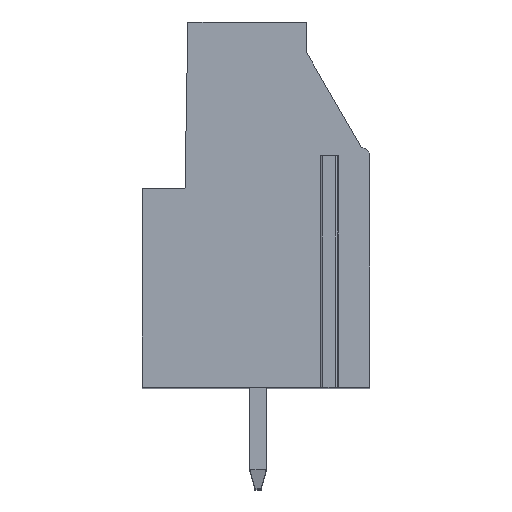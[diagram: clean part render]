
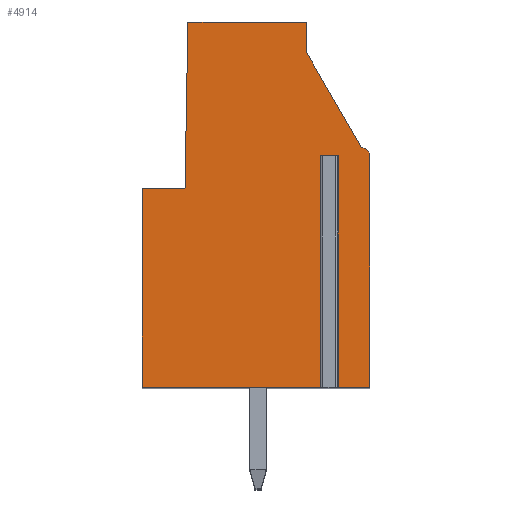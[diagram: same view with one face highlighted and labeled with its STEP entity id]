
A CAD part, top view. The second image highlights one B-rep face of the part: STEP entity #4914.
In plain terms, the highlighted planar face has unit normal (0, 0, 1).
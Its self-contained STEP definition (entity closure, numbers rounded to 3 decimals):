
#568=DIRECTION('',(1.,0.,0.));
#569=VECTOR('',#568,0.5);
#570=CARTESIAN_POINT('',(3.347,2.4,2.5));
#571=LINE('',#570,#569);
#572=DIRECTION('',(0.,1.,0.));
#573=VECTOR('',#572,11.4);
#574=CARTESIAN_POINT('',(3.347,-9.,2.5));
#575=LINE('',#574,#573);
#576=DIRECTION('',(1.,0.,0.));
#577=VECTOR('',#576,8.95);
#578=CARTESIAN_POINT('',(-5.603,-9.,2.5));
#579=LINE('',#578,#577);
#580=DIRECTION('',(0.,-1.,0.));
#581=VECTOR('',#580,9.8);
#582=CARTESIAN_POINT('',(-5.603,0.8,2.5));
#583=LINE('',#582,#581);
#584=DIRECTION('',(-1.,0.,0.));
#585=VECTOR('',#584,2.1);
#586=CARTESIAN_POINT('',(-3.503,0.8,2.5));
#587=LINE('',#586,#585);
#588=DIRECTION('',(-0.017,-1.,0.));
#589=VECTOR('',#588,8.201);
#590=CARTESIAN_POINT('',(-3.36,9.,2.5));
#591=LINE('',#590,#589);
#592=DIRECTION('',(-1.,0.,0.));
#593=VECTOR('',#592,5.86);
#594=CARTESIAN_POINT('',(2.5,9.,2.5));
#595=LINE('',#594,#593);
#596=DIRECTION('',(0.,1.,0.));
#597=VECTOR('',#596,1.523);
#598=CARTESIAN_POINT('',(2.5,7.477,2.5));
#599=LINE('',#598,#597);
#600=DIRECTION('',(-0.5,0.866,0.));
#601=VECTOR('',#600,5.394);
#602=CARTESIAN_POINT('',(5.197,2.805,2.5));
#603=LINE('',#602,#601);
#604=CARTESIAN_POINT('',(5.197,2.405,2.5));
#605=DIRECTION('',(0.,0.,1.));
#606=DIRECTION('',(1.,0.,0.));
#607=AXIS2_PLACEMENT_3D('',#604,#605,#606);
#609=DIRECTION('',(0.,1.,0.));
#610=VECTOR('',#609,11.405);
#611=CARTESIAN_POINT('',(5.597,-9.,2.5));
#612=LINE('',#611,#610);
#613=DIRECTION('',(1.,0.,0.));
#614=VECTOR('',#613,1.75);
#615=CARTESIAN_POINT('',(3.847,-9.,2.5));
#616=LINE('',#615,#614);
#617=DIRECTION('',(0.,1.,0.));
#618=VECTOR('',#617,11.4);
#619=CARTESIAN_POINT('',(3.847,-9.,2.5));
#620=LINE('',#619,#618);
#3493=CARTESIAN_POINT('',(5.597,-9.,2.5));
#3494=CARTESIAN_POINT('',(5.597,2.405,2.5));
#3495=VERTEX_POINT('',#3493);
#3496=VERTEX_POINT('',#3494);
#3497=CARTESIAN_POINT('',(5.197,2.805,2.5));
#3498=VERTEX_POINT('',#3497);
#3499=CARTESIAN_POINT('',(2.5,7.477,2.5));
#3500=VERTEX_POINT('',#3499);
#3501=CARTESIAN_POINT('',(2.5,9.,2.5));
#3502=VERTEX_POINT('',#3501);
#3503=CARTESIAN_POINT('',(-3.36,9.,2.5));
#3504=VERTEX_POINT('',#3503);
#3505=CARTESIAN_POINT('',(-3.503,0.8,2.5));
#3506=VERTEX_POINT('',#3505);
#3507=CARTESIAN_POINT('',(-5.603,0.8,2.5));
#3508=VERTEX_POINT('',#3507);
#3509=CARTESIAN_POINT('',(-5.603,-9.,2.5));
#3510=VERTEX_POINT('',#3509);
#3547=CARTESIAN_POINT('',(3.347,2.4,2.5));
#3548=CARTESIAN_POINT('',(3.847,2.4,2.5));
#3549=VERTEX_POINT('',#3547);
#3550=VERTEX_POINT('',#3548);
#3551=CARTESIAN_POINT('',(3.347,-9.,2.5));
#3552=VERTEX_POINT('',#3551);
#3553=CARTESIAN_POINT('',(3.847,-9.,2.5));
#3554=VERTEX_POINT('',#3553);
#4891=CARTESIAN_POINT('',(0.,0.,2.5));
#4892=DIRECTION('',(0.,0.,1.));
#4893=DIRECTION('',(1.,0.,0.));
#4894=AXIS2_PLACEMENT_3D('',#4891,#4892,#4893);
#4895=PLANE('',#4894);
#4897=ORIENTED_EDGE('',*,*,#4896,.F.);
#4899=ORIENTED_EDGE('',*,*,#4898,.F.);
#4900=ORIENTED_EDGE('',*,*,#4465,.F.);
#4901=ORIENTED_EDGE('',*,*,#4660,.F.);
#4902=ORIENTED_EDGE('',*,*,#4674,.F.);
#4903=ORIENTED_EDGE('',*,*,#4688,.F.);
#4904=ORIENTED_EDGE('',*,*,#4702,.F.);
#4905=ORIENTED_EDGE('',*,*,#4764,.F.);
#4906=ORIENTED_EDGE('',*,*,#4778,.F.);
#4907=ORIENTED_EDGE('',*,*,#4792,.F.);
#4908=ORIENTED_EDGE('',*,*,#4805,.F.);
#4909=ORIENTED_EDGE('',*,*,#4477,.F.);
#4911=ORIENTED_EDGE('',*,*,#4910,.T.);
#4912=EDGE_LOOP('',(#4897,#4899,#4900,#4901,#4902,#4903,#4904,#4905,#4906,#4907,
#4908,#4909,#4911));
#4913=FACE_OUTER_BOUND('',#4912,.F.);
#608=CIRCLE('',#607,0.4);
#4465=EDGE_CURVE('',#3510,#3552,#579,.T.);
#4477=EDGE_CURVE('',#3554,#3495,#616,.T.);
#4660=EDGE_CURVE('',#3508,#3510,#583,.T.);
#4674=EDGE_CURVE('',#3506,#3508,#587,.T.);
#4688=EDGE_CURVE('',#3504,#3506,#591,.T.);
#4702=EDGE_CURVE('',#3502,#3504,#595,.T.);
#4764=EDGE_CURVE('',#3500,#3502,#599,.T.);
#4778=EDGE_CURVE('',#3498,#3500,#603,.T.);
#4792=EDGE_CURVE('',#3496,#3498,#608,.T.);
#4805=EDGE_CURVE('',#3495,#3496,#612,.T.);
#4896=EDGE_CURVE('',#3549,#3550,#571,.T.);
#4898=EDGE_CURVE('',#3552,#3549,#575,.T.);
#4910=EDGE_CURVE('',#3554,#3550,#620,.T.);
#4914=ADVANCED_FACE('',(#4913),#4895,.T.);
